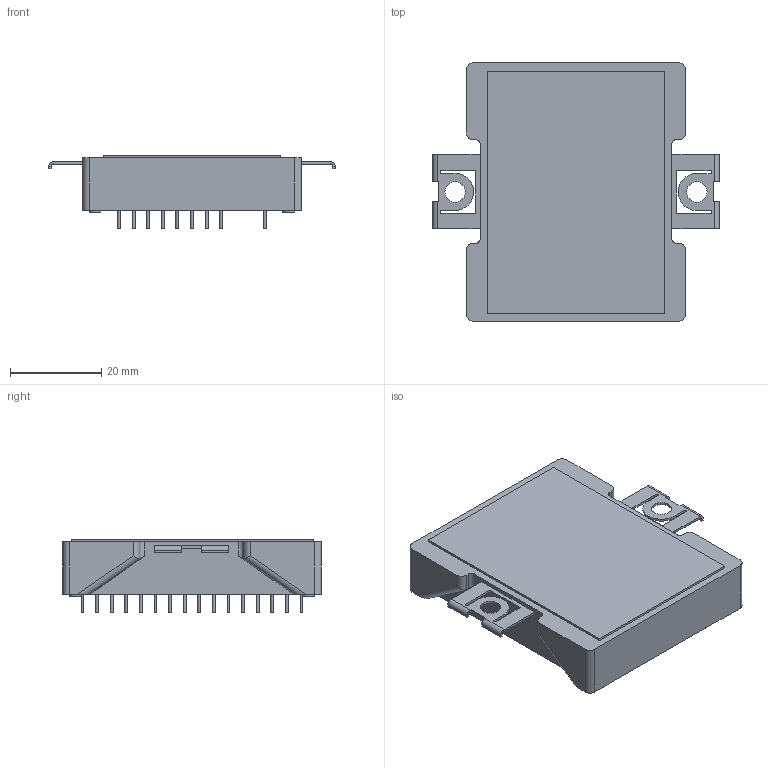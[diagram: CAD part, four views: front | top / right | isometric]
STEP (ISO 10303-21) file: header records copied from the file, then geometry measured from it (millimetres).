
FILE_DESCRIPTION(('FreeCAD Model'),'2;1');
FILE_NAME('Infineon_EasyPIM_2B.step','2020-08-18T02:18:50',('kicad StepUp'),( 'ksu MCAD'),'Open CASCADE STEP processor 7.3','FreeCAD','Unknown');
FILE_SCHEMA(('AUTOMOTIVE_DESIGN { 1 0 10303 214 1 1 1 1 }'));
Length unit declared in the file: millimetre
Products named in the file (1): Infineon_EasyPIM_2B
Bounding box: 62.8 x 56.7 x 16 mm (x, y, z)
Volume: 29442.8 mm3; surface area: 9533.6 mm2
Topology: 1 solids, 2 shells, 863 faces, 1411 edges, 930 vertices
Faces by surface type: plane 456, cylinder 407
Full cylindrical faces by diameter (mm): 0.64 x35, 0.8 x165, 1.64 x165, 2.3 x4, 2.6 x4, 4.5 x2, 6 x2
Entity records: 26290 total; most frequent: DIRECTION 3949, CARTESIAN_POINT 3205, ORIENTED_EDGE 2822, AXIS2_PLACEMENT_3D 1674, EDGE_CURVE 1411, FACE_BOUND 1249, EDGE_LOOP 1249, VERTEX_POINT 930
